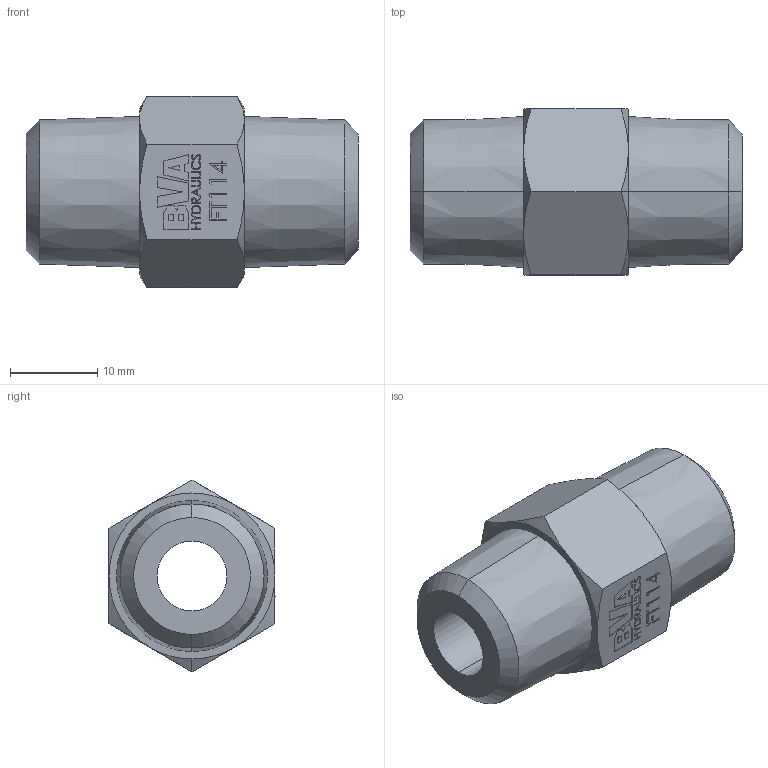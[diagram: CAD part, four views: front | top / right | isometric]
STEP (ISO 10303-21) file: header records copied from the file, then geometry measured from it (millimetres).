
FILE_DESCRIPTION (( 'STEP AP214' ), '1' );
FILE_NAME ('D0128.STEP', '2017-09-13T01:02:35', ( '' ), ( '' ), 'SwSTEP 2.0', 'SolidWorks 2017', '' );
FILE_SCHEMA (( 'AUTOMOTIVE_DESIGN' ));
Length unit declared in the file: millimetre
Products named in the file (1): D0128
Bounding box: 38 x 19 x 21.94 mm (x, y, z)
Volume: 7500.2 mm3; surface area: 3494.5 mm2
Topology: 1 solids, 1 shells, 358 faces, 933 edges, 616 vertices
Faces by surface type: plane 261, bspline 73, cone 22, cylinder 2
Entity records: 14859 total; most frequent: CARTESIAN_POINT 6501, ORIENTED_EDGE 1866, DIRECTION 1365, EDGE_CURVE 933, LINE 733, VECTOR 733, VERTEX_POINT 616, EDGE_LOOP 399
